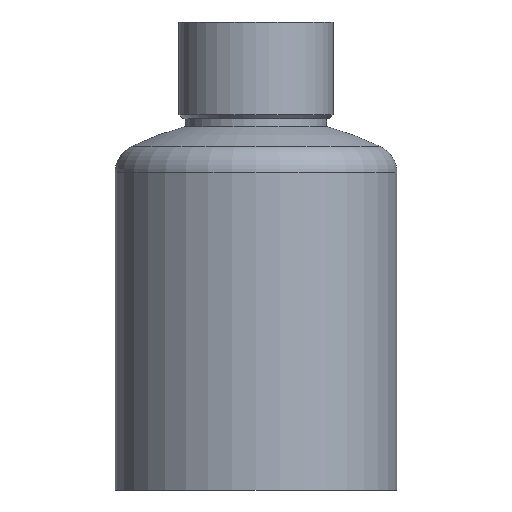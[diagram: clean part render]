
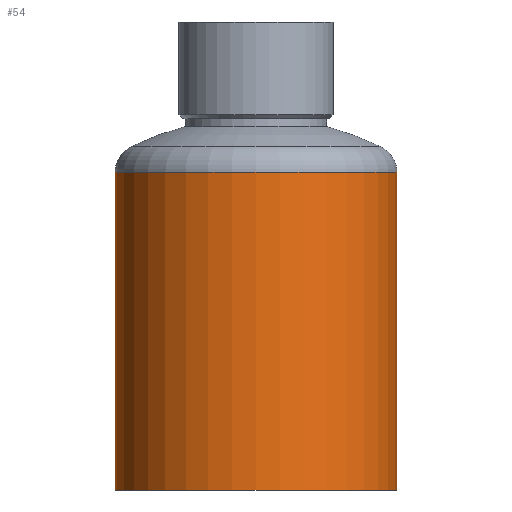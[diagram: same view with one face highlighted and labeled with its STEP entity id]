
A CAD part, front view. The second image highlights one B-rep face of the part: STEP entity #54.
In plain terms, the highlighted cylindrical face has radius 53.888 mm (diameter 107.776 mm), a full revolution.
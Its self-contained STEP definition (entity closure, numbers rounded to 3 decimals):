
#54 = ADVANCED_FACE( '', ( #113, #114 ), #115, .T. );
#113 = FACE_OUTER_BOUND( '', #174, .T. );
#114 = FACE_OUTER_BOUND( '', #175, .T. );
#115 = CYLINDRICAL_SURFACE( '', #176, 53.888 );
#174 = EDGE_LOOP( '', ( #245 ) );
#175 = EDGE_LOOP( '', ( #246 ) );
#176 = AXIS2_PLACEMENT_3D( '', #247, #248, #249 );
#245 = ORIENTED_EDGE( '', *, *, #301, .T. );
#246 = ORIENTED_EDGE( '', *, *, #289, .F. );
#247 = CARTESIAN_POINT( '', ( 0., 0., -0.851 ) );
#248 = DIRECTION( '', ( 0., 0., 1. ) );
#249 = DIRECTION( '', ( -1., 0., 0. ) );
#289 = EDGE_CURVE( '', #321, #321, #322, .T. );
#301 = EDGE_CURVE( '', #340, #340, #341, .T. );
#321 = VERTEX_POINT( '', #361 );
#322 = CIRCLE( '', #362, 53.888 );
#340 = VERTEX_POINT( '', #380 );
#341 = CIRCLE( '', #381, 53.888 );
#361 = CARTESIAN_POINT( '', ( -53.888, 0., -34.434 ) );
#362 = AXIS2_PLACEMENT_3D( '', #402, #403, #404 );
#380 = CARTESIAN_POINT( '', ( -53.888, 0., 87.004 ) );
#381 = AXIS2_PLACEMENT_3D( '', #423, #424, #425 );
#402 = CARTESIAN_POINT( '', ( 0., 0., -34.434 ) );
#403 = DIRECTION( '', ( 0., 0., -1. ) );
#404 = DIRECTION( '', ( -1., 0., 0. ) );
#423 = CARTESIAN_POINT( '', ( 0., 0., 87.004 ) );
#424 = DIRECTION( '', ( 0., 0., -1. ) );
#425 = DIRECTION( '', ( -1., 0., 0. ) );
